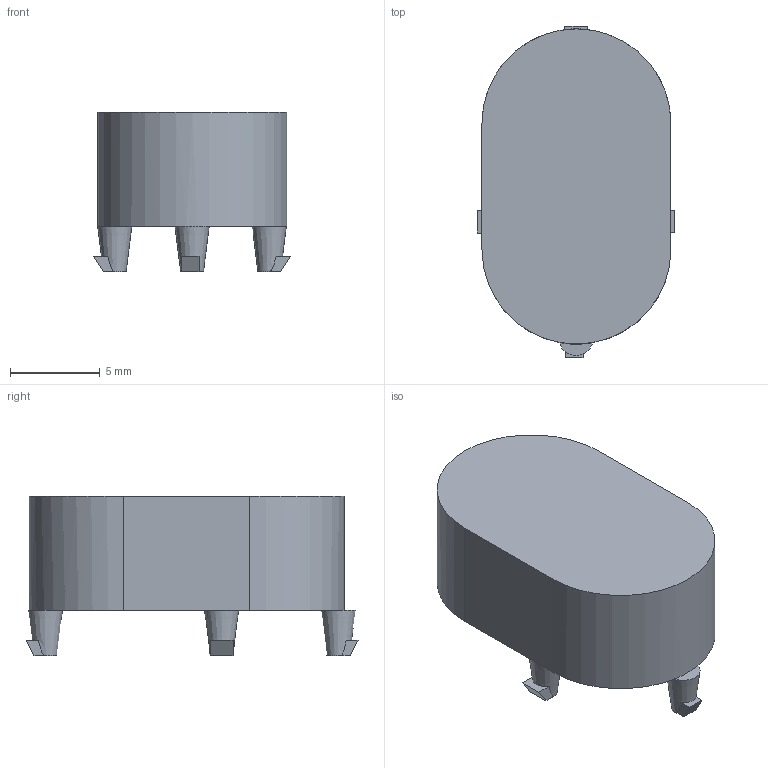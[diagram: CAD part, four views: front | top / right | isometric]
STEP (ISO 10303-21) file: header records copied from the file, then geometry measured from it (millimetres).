
FILE_DESCRIPTION(('FreeCAD Model'),'2;1');
FILE_NAME('Open CASCADE Shape Model','2023-07-07T08:07:07',(''),(''), 'Open CASCADE STEP processor 7.6','FreeCAD','Unknown');
FILE_SCHEMA(('AUTOMOTIVE_DESIGN { 1 0 10303 214 1 1 1 1 }'));
Length unit declared in the file: millimetre
Products named in the file (1): Pad005
Bounding box: 10.97 x 18.48 x 8.89 mm (x, y, z)
Volume: 587.9 mm3; surface area: 941.8 mm2
Topology: 1 solids, 1 shells, 80 faces, 212 edges, 135 vertices
Faces by surface type: plane 69, cylinder 7, cone 4
Entity records: 5234 total; most frequent: CARTESIAN_POINT 1077, DIRECTION 754, ORIENTED_EDGE 424, PCURVE 424, DEFINITIONAL_REPRESENTATION 424, LINE 404, VECTOR 404, EDGE_CURVE 212
